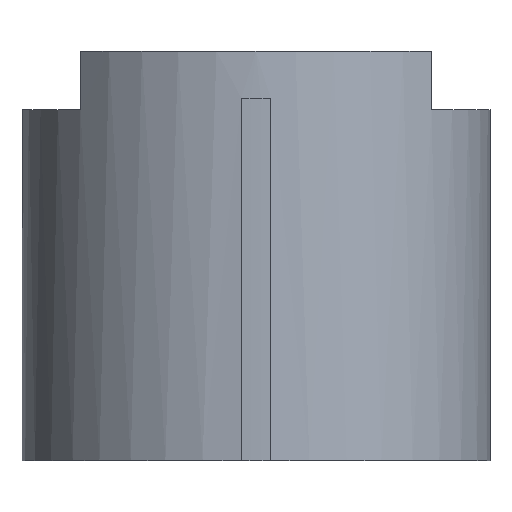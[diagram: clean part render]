
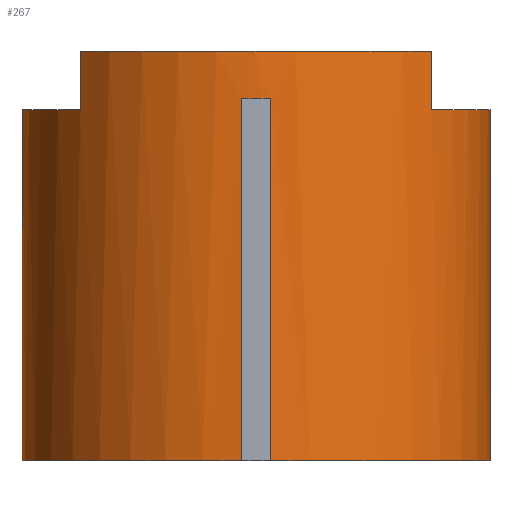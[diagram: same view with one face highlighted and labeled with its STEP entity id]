
A CAD part, front view. The second image highlights one B-rep face of the part: STEP entity #267.
In plain terms, the highlighted cylindrical face has radius 4 mm (diameter 8 mm), a full revolution.
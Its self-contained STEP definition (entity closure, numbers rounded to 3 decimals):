
#27=FACE_OUTER_BOUND('',#42,.T.);
#42=EDGE_LOOP('',(#186,#187,#188,#189,#190,#191,#192,#193,#194,#195,#196,
#197,#198,#199,#200,#201,#202,#203,#204,#205));
#57=CIRCLE('',#297,4.);
#58=CIRCLE('',#298,4.);
#59=CIRCLE('',#299,4.);
#60=CIRCLE('',#300,4.);
#61=CIRCLE('',#301,4.);
#62=CIRCLE('',#302,4.);
#63=CIRCLE('',#303,4.);
#64=CIRCLE('',#304,4.);
#65=CIRCLE('',#305,4.);
#66=CIRCLE('',#306,4.);
#71=LINE('',#414,#96);
#72=LINE('',#418,#97);
#73=LINE('',#422,#98);
#74=LINE('',#426,#99);
#75=LINE('',#430,#100);
#76=LINE('',#434,#101);
#77=LINE('',#438,#102);
#78=LINE('',#443,#103);
#79=LINE('',#447,#104);
#96=VECTOR('',#329,10.);
#97=VECTOR('',#332,10.);
#98=VECTOR('',#335,5.);
#99=VECTOR('',#338,10.);
#100=VECTOR('',#341,10.);
#101=VECTOR('',#344,10.);
#102=VECTOR('',#347,10.);
#103=VECTOR('',#352,10.);
#104=VECTOR('',#355,10.);
#121=VERTEX_POINT('',#412);
#122=VERTEX_POINT('',#413);
#123=VERTEX_POINT('',#415);
#124=VERTEX_POINT('',#417);
#125=VERTEX_POINT('',#419);
#126=VERTEX_POINT('',#421);
#127=VERTEX_POINT('',#423);
#128=VERTEX_POINT('',#425);
#129=VERTEX_POINT('',#427);
#130=VERTEX_POINT('',#429);
#131=VERTEX_POINT('',#431);
#132=VERTEX_POINT('',#433);
#133=VERTEX_POINT('',#435);
#134=VERTEX_POINT('',#437);
#135=VERTEX_POINT('',#440);
#136=VERTEX_POINT('',#442);
#137=VERTEX_POINT('',#444);
#138=VERTEX_POINT('',#446);
#147=EDGE_CURVE('',#121,#122,#71,.F.);
#148=EDGE_CURVE('',#123,#122,#57,.F.);
#149=EDGE_CURVE('',#124,#123,#72,.T.);
#150=EDGE_CURVE('',#125,#124,#58,.T.);
#151=EDGE_CURVE('',#125,#126,#73,.T.);
#152=EDGE_CURVE('',#127,#126,#59,.F.);
#153=EDGE_CURVE('',#128,#127,#74,.T.);
#154=EDGE_CURVE('',#129,#128,#60,.F.);
#155=EDGE_CURVE('',#130,#129,#75,.T.);
#156=EDGE_CURVE('',#131,#130,#61,.F.);
#157=EDGE_CURVE('',#132,#131,#76,.T.);
#158=EDGE_CURVE('',#133,#132,#62,.F.);
#159=EDGE_CURVE('',#134,#133,#77,.T.);
#160=EDGE_CURVE('',#126,#134,#63,.F.);
#161=EDGE_CURVE('',#135,#125,#64,.T.);
#162=EDGE_CURVE('',#136,#135,#78,.T.);
#163=EDGE_CURVE('',#137,#136,#65,.F.);
#164=EDGE_CURVE('',#138,#137,#79,.T.);
#165=EDGE_CURVE('',#121,#138,#66,.T.);
#186=ORIENTED_EDGE('',*,*,#147,.T.);
#187=ORIENTED_EDGE('',*,*,#148,.F.);
#188=ORIENTED_EDGE('',*,*,#149,.F.);
#189=ORIENTED_EDGE('',*,*,#150,.F.);
#190=ORIENTED_EDGE('',*,*,#151,.T.);
#191=ORIENTED_EDGE('',*,*,#152,.F.);
#192=ORIENTED_EDGE('',*,*,#153,.F.);
#193=ORIENTED_EDGE('',*,*,#154,.F.);
#194=ORIENTED_EDGE('',*,*,#155,.F.);
#195=ORIENTED_EDGE('',*,*,#156,.F.);
#196=ORIENTED_EDGE('',*,*,#157,.F.);
#197=ORIENTED_EDGE('',*,*,#158,.F.);
#198=ORIENTED_EDGE('',*,*,#159,.F.);
#199=ORIENTED_EDGE('',*,*,#160,.F.);
#200=ORIENTED_EDGE('',*,*,#151,.F.);
#201=ORIENTED_EDGE('',*,*,#161,.F.);
#202=ORIENTED_EDGE('',*,*,#162,.F.);
#203=ORIENTED_EDGE('',*,*,#163,.F.);
#204=ORIENTED_EDGE('',*,*,#164,.F.);
#205=ORIENTED_EDGE('',*,*,#165,.F.);
#264=CYLINDRICAL_SURFACE('',#296,4.);
#267=ADVANCED_FACE('',(#27),#264,.T.);
#296=AXIS2_PLACEMENT_3D('',#411,#327,#328);
#297=AXIS2_PLACEMENT_3D('',#416,#330,#331);
#298=AXIS2_PLACEMENT_3D('',#420,#333,#334);
#299=AXIS2_PLACEMENT_3D('',#424,#336,#337);
#300=AXIS2_PLACEMENT_3D('',#428,#339,#340);
#301=AXIS2_PLACEMENT_3D('',#432,#342,#343);
#302=AXIS2_PLACEMENT_3D('',#436,#345,#346);
#303=AXIS2_PLACEMENT_3D('',#439,#348,#349);
#304=AXIS2_PLACEMENT_3D('',#441,#350,#351);
#305=AXIS2_PLACEMENT_3D('',#445,#353,#354);
#306=AXIS2_PLACEMENT_3D('',#448,#356,#357);
#327=DIRECTION('center_axis',(0.,0.,-1.));
#328=DIRECTION('ref_axis',(-1.,0.,0.));
#329=DIRECTION('',(0.,0.,-1.));
#330=DIRECTION('center_axis',(0.,0.,1.));
#331=DIRECTION('ref_axis',(-1.,0.,0.));
#332=DIRECTION('',(0.,0.,1.));
#333=DIRECTION('center_axis',(0.,0.,-1.));
#334=DIRECTION('ref_axis',(-1.,0.,0.));
#335=DIRECTION('',(0.,0.,1.));
#336=DIRECTION('center_axis',(0.,0.,-1.));
#337=DIRECTION('ref_axis',(-1.,0.,0.));
#338=DIRECTION('',(0.,0.,-1.));
#339=DIRECTION('center_axis',(0.,0.,-1.));
#340=DIRECTION('ref_axis',(-1.,0.,0.));
#341=DIRECTION('',(0.,0.,1.));
#342=DIRECTION('center_axis',(0.,0.,-1.));
#343=DIRECTION('ref_axis',(-1.,0.,0.));
#344=DIRECTION('',(0.,0.,-1.));
#345=DIRECTION('center_axis',(0.,0.,-1.));
#346=DIRECTION('ref_axis',(-1.,0.,0.));
#347=DIRECTION('',(0.,0.,1.));
#348=DIRECTION('center_axis',(0.,0.,-1.));
#349=DIRECTION('ref_axis',(-1.,0.,0.));
#350=DIRECTION('center_axis',(0.,0.,-1.));
#351=DIRECTION('ref_axis',(-1.,0.,0.));
#352=DIRECTION('',(0.,0.,-1.));
#353=DIRECTION('center_axis',(0.,0.,1.));
#354=DIRECTION('ref_axis',(-1.,0.,0.));
#355=DIRECTION('',(0.,0.,1.));
#356=DIRECTION('center_axis',(0.,0.,-1.));
#357=DIRECTION('ref_axis',(-1.,0.,0.));
#411=CARTESIAN_POINT('Origin',(0.,0.,
11.));
#412=CARTESIAN_POINT('',(-0.25,-3.992,6.8));
#413=CARTESIAN_POINT('',(-0.25,-3.992,13.));
#414=CARTESIAN_POINT('',(-0.25,-3.992,11.));
#415=CARTESIAN_POINT('',(0.25,-3.992,13.));
#416=CARTESIAN_POINT('Origin',(0.,0.,
13.));
#417=CARTESIAN_POINT('',(0.25,-3.992,6.8));
#418=CARTESIAN_POINT('',(0.25,-3.992,11.));
#419=CARTESIAN_POINT('',(4.,0.,6.8));
#420=CARTESIAN_POINT('Origin',(0.,0.,
6.8));
#421=CARTESIAN_POINT('',(4.,0.,12.8));
#422=CARTESIAN_POINT('',(4.,0.,11.));
#423=CARTESIAN_POINT('',(3.,-2.646,12.8));
#424=CARTESIAN_POINT('Origin',(0.,0.,
12.8));
#425=CARTESIAN_POINT('',(3.,-2.646,13.8));
#426=CARTESIAN_POINT('',(3.,-2.646,11.));
#427=CARTESIAN_POINT('',(-3.,-2.646,13.8));
#428=CARTESIAN_POINT('Origin',(0.,0.,
13.8));
#429=CARTESIAN_POINT('',(-3.,-2.646,12.8));
#430=CARTESIAN_POINT('',(-3.,-2.646,11.));
#431=CARTESIAN_POINT('',(-3.,2.646,12.8));
#432=CARTESIAN_POINT('Origin',(0.,0.,
12.8));
#433=CARTESIAN_POINT('',(-3.,2.646,13.8));
#434=CARTESIAN_POINT('',(-3.,2.646,11.));
#435=CARTESIAN_POINT('',(3.,2.646,13.8));
#436=CARTESIAN_POINT('Origin',(0.,0.,
13.8));
#437=CARTESIAN_POINT('',(3.,2.646,12.8));
#438=CARTESIAN_POINT('',(3.,2.646,11.));
#439=CARTESIAN_POINT('Origin',(0.,0.,
12.8));
#440=CARTESIAN_POINT('',(0.25,3.992,6.8));
#441=CARTESIAN_POINT('Origin',(0.,0.,
6.8));
#442=CARTESIAN_POINT('',(0.25,3.992,13.));
#443=CARTESIAN_POINT('',(0.25,3.992,11.));
#444=CARTESIAN_POINT('',(-0.25,3.992,13.));
#445=CARTESIAN_POINT('Origin',(0.,0.,
13.));
#446=CARTESIAN_POINT('',(-0.25,3.992,6.8));
#447=CARTESIAN_POINT('',(-0.25,3.992,11.));
#448=CARTESIAN_POINT('Origin',(0.,0.,
6.8));
